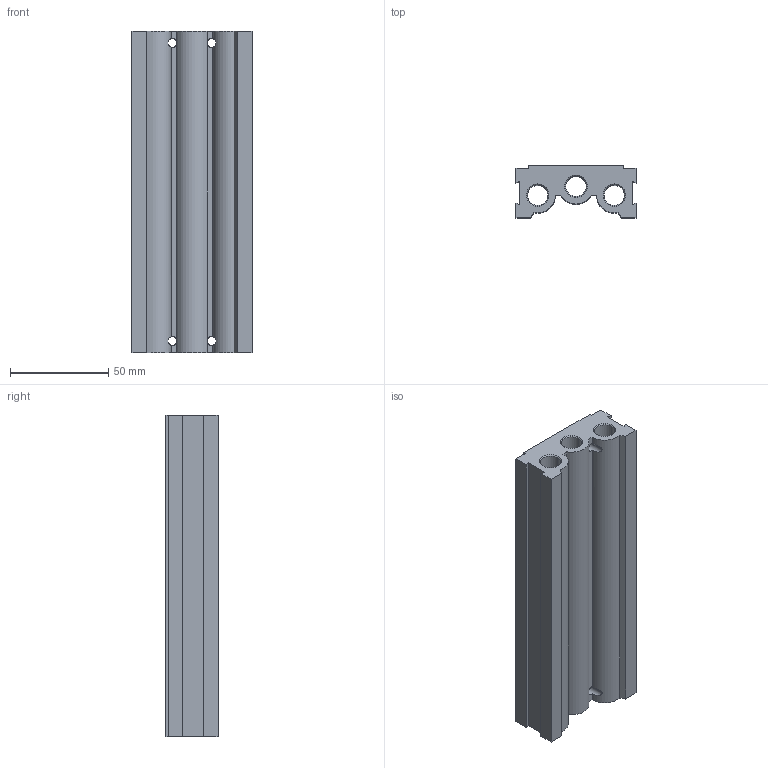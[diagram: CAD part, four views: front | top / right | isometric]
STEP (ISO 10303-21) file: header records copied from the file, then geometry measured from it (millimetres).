
FILE_DESCRIPTION (( 'STEP AP203' ), '1' );
FILE_NAME ('MF3500-06.STEP', '2016-05-09T05:58:16', ( '' ), ( '' ), 'SwSTEP 2.0', 'SolidWorks 2008', '' );
FILE_SCHEMA (( 'CONFIG_CONTROL_DESIGN' ));
Length unit declared in the file: millimetre
Products named in the file (1): MF3500-06
Bounding box: 61 x 26.5 x 163.5 mm (x, y, z)
Volume: 155089.7 mm3; surface area: 55961.7 mm2
Topology: 1 solids, 1 shells, 158 faces, 414 edges, 272 vertices
Faces by surface type: cylinder 89, plane 57, cone 12
Entity records: 6113 total; most frequent: CARTESIAN_POINT 1965, DIRECTION 858, ORIENTED_EDGE 828, EDGE_CURVE 414, AXIS2_PLACEMENT_3D 337, VERTEX_POINT 272, EDGE_LOOP 222, LINE 184
